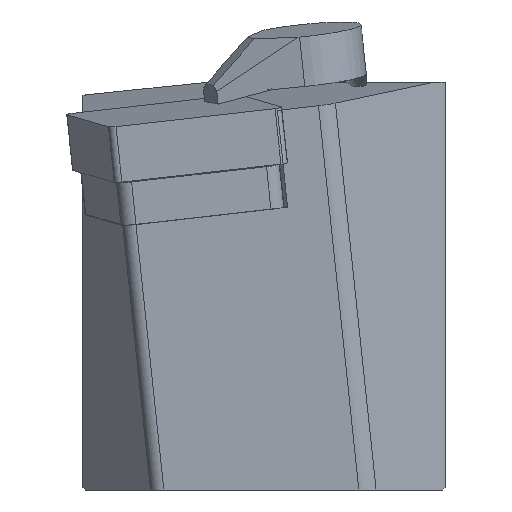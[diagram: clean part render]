
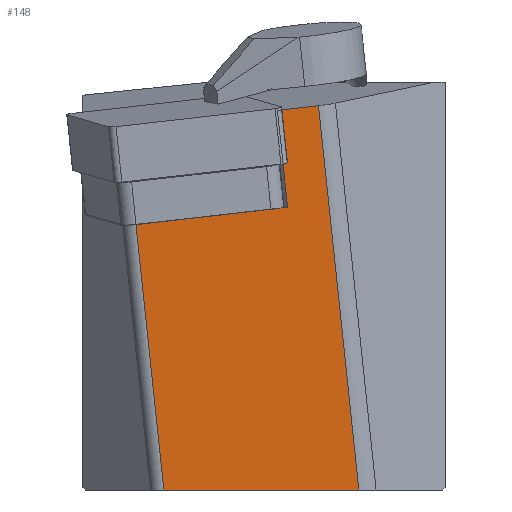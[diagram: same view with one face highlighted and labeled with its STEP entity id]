
A CAD part, left-side view. The second image highlights one B-rep face of the part: STEP entity #148.
In plain terms, the highlighted planar face has unit normal (-0.992, -0.087, -0.096).
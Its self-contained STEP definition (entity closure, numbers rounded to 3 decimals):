
#81=FACE_OUTER_BOUND('',#267,.T.);
#148=ADVANCED_FACE('',(#81),#214,.F.);
#214=PLANE('',#1242);
#267=EDGE_LOOP('',(#427,#428,#429,#430,#431,#432,#433));
#427=ORIENTED_EDGE('',*,*,#815,.F.);
#428=ORIENTED_EDGE('',*,*,#857,.T.);
#429=ORIENTED_EDGE('',*,*,#856,.T.);
#430=ORIENTED_EDGE('',*,*,#858,.F.);
#431=ORIENTED_EDGE('',*,*,#859,.F.);
#432=ORIENTED_EDGE('',*,*,#799,.F.);
#433=ORIENTED_EDGE('',*,*,#824,.T.);
#693=VERTEX_POINT('',#1665);
#694=VERTEX_POINT('',#1667);
#709=VERTEX_POINT('',#1700);
#710=VERTEX_POINT('',#1701);
#737=VERTEX_POINT('',#1774);
#739=VERTEX_POINT('',#1778);
#740=VERTEX_POINT('',#1783);
#799=EDGE_CURVE('',#693,#694,#967,.T.);
#815=EDGE_CURVE('',#709,#710,#977,.T.);
#824=EDGE_CURVE('',#693,#710,#985,.T.);
#856=EDGE_CURVE('',#737,#739,#1012,.T.);
#857=EDGE_CURVE('',#709,#737,#1013,.T.);
#858=EDGE_CURVE('',#740,#739,#1014,.T.);
#859=EDGE_CURVE('',#694,#740,#1015,.T.);
#967=LINE('',#1666,#1093);
#977=LINE('',#1699,#1103);
#985=LINE('',#1717,#1111);
#1012=LINE('',#1779,#1138);
#1013=LINE('',#1781,#1139);
#1014=LINE('',#1782,#1140);
#1015=LINE('',#1784,#1141);
#1093=VECTOR('',#1327,1.);
#1103=VECTOR('',#1353,1.);
#1111=VECTOR('',#1367,1.);
#1138=VECTOR('',#1416,1.);
#1139=VECTOR('',#1419,1.);
#1140=VECTOR('',#1420,1.);
#1141=VECTOR('',#1421,1.);
#1242=AXIS2_PLACEMENT_3D('',#1785,#1422,#1423);
#1327=DIRECTION('',(0.076,-0.991,0.112));
#1353=DIRECTION('',(0.076,-0.991,0.112));
#1367=DIRECTION('',(0.105,-0.104,-0.989));
#1416=DIRECTION('',(0.105,-0.104,-0.989));
#1419=DIRECTION('',(-0.076,0.991,-0.112));
#1420=DIRECTION('',(-0.088,0.996,0.));
#1421=DIRECTION('',(0.105,-0.104,-0.989));
#1422=DIRECTION('',(0.992,0.087,0.096));
#1423=DIRECTION('',(0.096,0.,-0.995));
#1665=CARTESIAN_POINT('',(2.13,18.522,1.904));
#1666=CARTESIAN_POINT('',(0.838,35.266,0.007));
#1667=CARTESIAN_POINT('',(2.48,13.993,2.417));
#1699=CARTESIAN_POINT('',(1.968,34.142,-10.685));
#1700=CARTESIAN_POINT('',(3.176,18.485,-8.911));
#1701=CARTESIAN_POINT('',(3.26,17.399,-8.788));
#1717=CARTESIAN_POINT('',(1.692,18.958,6.048));
#1774=CARTESIAN_POINT('',(1.968,34.142,-10.685));
#1778=CARTESIAN_POINT('',(5.066,31.061,-40.));
#1779=CARTESIAN_POINT('',(6.555,29.579,-54.095));
#1781=CARTESIAN_POINT('',(1.968,34.142,-10.685));
#1782=CARTESIAN_POINT('',(5.207,29.46,-40.));
#1783=CARTESIAN_POINT('',(6.963,9.535,-40.));
#1784=CARTESIAN_POINT('',(8.198,8.307,-51.686));
#1785=CARTESIAN_POINT('',(6.555,29.579,-54.095));
